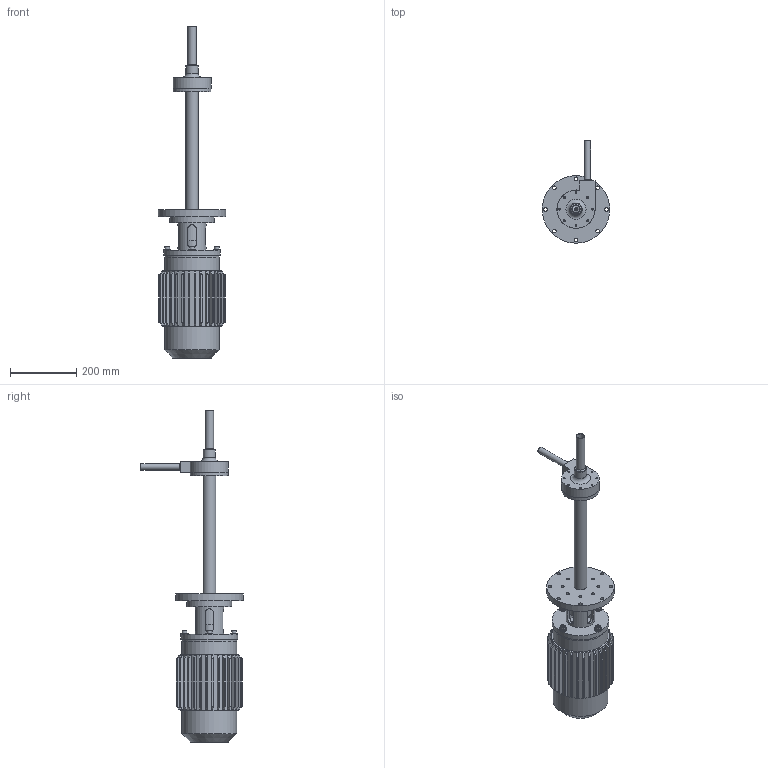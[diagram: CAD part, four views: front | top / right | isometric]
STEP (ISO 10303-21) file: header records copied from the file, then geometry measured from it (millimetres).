
FILE_DESCRIPTION(/* description */ (''),/* implementation_level */ '2;1');
FILE_NAME(/* name */ 'Recirculation_Pump_Assembly.stp',/* time_stamp */ '2019-05-07T10:03:56+02:00',/* author */ ('Roger Hänni'),/* organization */ (''),/* preprocessor_version */ 'ST-DEVELOPER v15.6',/* originating_system */ 'Autodesk Inventor 2015',/* authorisation */ '');
FILE_SCHEMA (('AUTOMOTIVE_DESIGN { 1 0 10303 214 3 1 1 }'));
Products named in the file (17): magnet_casing; Magnet_clutch; Adapter_Rod_Pump_Impeller; Bearing_half_Inch; Magnet; impeller; spiral; Impeller_Case; Motor; Magnet_Capsule_Motor; Magnet_segment; Magnet_Motor_Assembly; Motor_Flange_Mod; Isolator_ring; Isolator_top_hat; ANSI B18.3 - 3_8-16 UNC - 1.25(31); Recirculation_Pump_Assembly
Assembly tree (30 placements, depth 3):
  Recirculation_Pump_Assembly
    magnet_casing
    Magnet_clutch
    Adapter_Rod_Pump_Impeller
    Bearing_half_Inch  x2
    Magnet
    impeller
    spiral
    Impeller_Case
    Motor
    Magnet_Motor_Assembly
      Magnet_Capsule_Motor
      Magnet_segment  x8
    Motor_Flange_Mod
    Isolator_ring
    Isolator_top_hat  x4
    ANSI B18.3 - 3_8-16 UNC - 1.25(31)  x4
Bounding box: 203.2 x 307.42 x 999.02 mm (x, y, z)
Volume: 9413986.2 mm3; surface area: 908657.3 mm2
Topology: 29 solids, 29 shells, 683 faces, 1592 edges, 1019 vertices
Faces by surface type: cylinder 284, plane 273, cone 107, torus 14, bspline 5
Full cylindrical faces by diameter (mm): 3.683 x8, 5.06 x1, 5.6 x26, 6.647 x8, 7.798 x4, 9 x8, 9.52 x1, 9.525 x4, 10.35 x8, 11 x8, 12.7 x6, 14 x8, 14.275 x4, 15.24 x1, 15.3 x1, 16.25 x2, 16.32 x1, 17.22 x1, 19.04 x1, 21.07 x1, 22 x4, 22.22 x2, 22.86 x1, 23 x1, 25.4 x2, 25.9 x1, 27 x1, 28.57 x4, 30.22 x1, 36.8 x1
Entity records: 16798 total; most frequent: CARTESIAN_POINT 4053, DIRECTION 2724, ORIENTED_EDGE 2220, AXIS2_PLACEMENT_3D 1193, EDGE_CURVE 1110, EDGE_LOOP 929, VERTEX_POINT 797, CIRCLE 579
